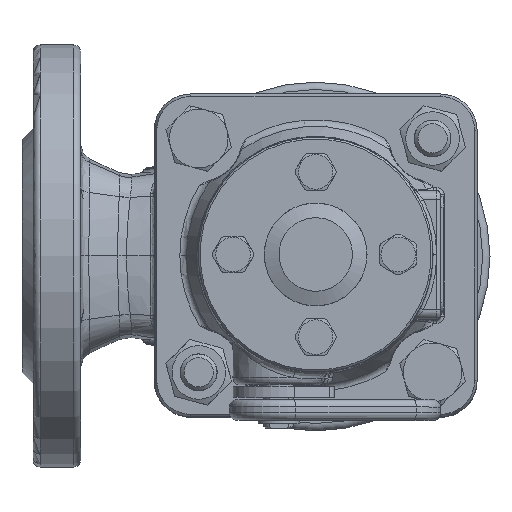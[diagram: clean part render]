
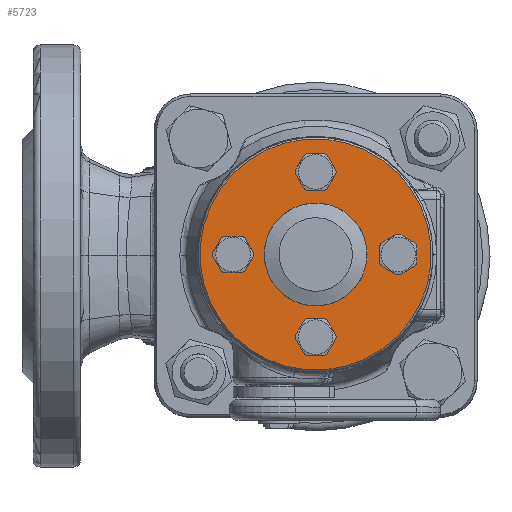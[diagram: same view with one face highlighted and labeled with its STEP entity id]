
A CAD part, top view. The second image highlights one B-rep face of the part: STEP entity #5723.
In plain terms, the highlighted planar face has unit normal (0, 0, 1).
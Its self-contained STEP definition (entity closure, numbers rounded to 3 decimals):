
#5487=CARTESIAN_POINT('',(22.275,-22.276,231.95));
#5488=VERTEX_POINT('',#5487);
#5489=CARTESIAN_POINT('',(-22.272,22.272,231.95));
#5490=VERTEX_POINT('',#5489);
#5491=CARTESIAN_POINT('',(0.001,-0.002,231.95));
#5492=DIRECTION('',(0.,-0.,1.));
#5493=DIRECTION('',(-0.707,0.707,0.));
#5494=AXIS2_PLACEMENT_3D('',#5491,#5492,#5493);
#5495=CIRCLE('',#5494,31.5);
#5496=EDGE_CURVE('NONE',#5488,#5490,#5495,.T.);
#5498=CARTESIAN_POINT('',(0.001,-0.002,231.95));
#5499=DIRECTION('',(0.,-0.,1.));
#5500=DIRECTION('',(-0.707,0.707,0.));
#5501=AXIS2_PLACEMENT_3D('',#5498,#5499,#5500);
#5502=CIRCLE('',#5501,31.5);
#5503=EDGE_CURVE('NONE',#5490,#5488,#5502,.T.);
#5559=CARTESIAN_POINT('',(-9.898,9.897,231.95));
#5560=VERTEX_POINT('',#5559);
#5561=CARTESIAN_POINT('',(9.901,-9.902,231.95));
#5562=VERTEX_POINT('',#5561);
#5563=CARTESIAN_POINT('',(0.001,-0.002,231.95));
#5564=DIRECTION('',(-0.,0.,-1.));
#5565=DIRECTION('',(-0.707,0.707,0.));
#5566=AXIS2_PLACEMENT_3D('',#5563,#5564,#5565);
#5567=CIRCLE('',#5566,14.);
#5568=EDGE_CURVE('NONE',#5560,#5562,#5567,.T.);
#5570=CARTESIAN_POINT('',(0.001,-0.002,231.95));
#5571=DIRECTION('',(-0.,0.,-1.));
#5572=DIRECTION('',(-0.707,0.707,0.));
#5573=AXIS2_PLACEMENT_3D('',#5570,#5571,#5572);
#5574=CIRCLE('',#5573,14.);
#5575=EDGE_CURVE('NONE',#5562,#5560,#5574,.T.);
#5710=CARTESIAN_POINT('',(-22.626,-22.63,231.95));
#5711=DIRECTION('',(-0.,0.,-1.));
#5712=DIRECTION('',(-0.707,0.707,0.));
#5713=AXIS2_PLACEMENT_3D('',#5710,#5711,#5712);
#5714=PLANE('',#5713);
#5715=ORIENTED_EDGE('',*,*,#5503,.T.);
#5716=ORIENTED_EDGE('',*,*,#5496,.T.);
#5717=EDGE_LOOP('',(#5715,#5716));
#5718=FACE_BOUND('',#5717,.T.);
#5719=ORIENTED_EDGE('',*,*,#5568,.T.);
#5720=ORIENTED_EDGE('',*,*,#5575,.T.);
#5721=EDGE_LOOP('',(#5719,#5720));
#5722=FACE_BOUND('',#5721,.T.);
#5723=ADVANCED_FACE('NONE',(#5718,#5722),#5714,.F.);
